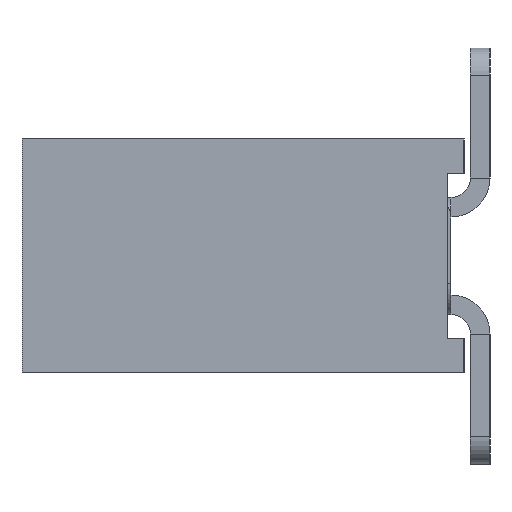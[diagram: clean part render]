
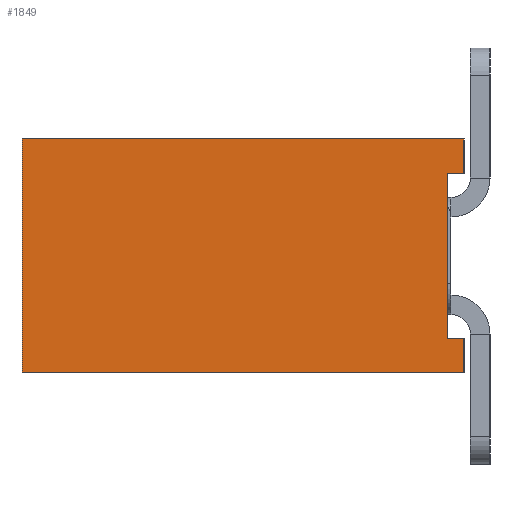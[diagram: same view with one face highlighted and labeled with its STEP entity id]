
A CAD part, left-side view. The second image highlights one B-rep face of the part: STEP entity #1849.
In plain terms, the highlighted planar face has unit normal (-1, 0, 0).
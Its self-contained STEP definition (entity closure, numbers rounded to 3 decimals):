
#11=DIRECTION('',(0.,0.,1.));
#12=VECTOR('',#11,0.265);
#13=CARTESIAN_POINT('',(-4.01,0.,-0.9));
#14=LINE('',#13,#12);
#40=DIRECTION('',(0.,0.,1.));
#41=VECTOR('',#40,0.265);
#42=CARTESIAN_POINT('',(-4.01,0.,0.635));
#43=LINE('',#42,#41);
#68=DIRECTION('',(0.,1.,0.));
#69=VECTOR('',#68,0.125);
#70=CARTESIAN_POINT('',(-4.01,0.,-0.635));
#71=LINE('',#70,#69);
#75=DIRECTION('',(0.,1.,0.));
#76=VECTOR('',#75,3.4);
#77=CARTESIAN_POINT('',(-4.01,0.,-0.9));
#78=LINE('',#77,#76);
#82=DIRECTION('',(0.,1.,0.));
#83=VECTOR('',#82,0.125);
#84=CARTESIAN_POINT('',(-4.01,0.,0.635));
#85=LINE('',#84,#83);
#89=DIRECTION('',(0.,0.,-1.));
#90=VECTOR('',#89,1.27);
#91=CARTESIAN_POINT('',(-4.01,0.125,0.635));
#92=LINE('',#91,#90);
#138=DIRECTION('',(0.,1.,0.));
#139=VECTOR('',#138,3.4);
#140=CARTESIAN_POINT('',(-4.01,0.,0.9));
#141=LINE('',#140,#139);
#166=DIRECTION('',(0.,0.,1.));
#167=VECTOR('',#166,1.8);
#168=CARTESIAN_POINT('',(-4.01,3.4,-0.9));
#169=LINE('',#168,#167);
#1525=CARTESIAN_POINT('',(-4.01,0.,-0.9));
#1527=VERTEX_POINT('',#1525);
#1528=CARTESIAN_POINT('',(-4.01,0.,0.9));
#1530=VERTEX_POINT('',#1528);
#1533=CARTESIAN_POINT('',(-4.01,3.4,-0.9));
#1535=VERTEX_POINT('',#1533);
#1536=CARTESIAN_POINT('',(-4.01,3.4,0.9));
#1537=VERTEX_POINT('',#1536);
#1572=CARTESIAN_POINT('',(-4.01,0.,-0.635));
#1573=CARTESIAN_POINT('',(-4.01,0.125,-0.635));
#1574=VERTEX_POINT('',#1572);
#1575=VERTEX_POINT('',#1573);
#1576=CARTESIAN_POINT('',(-4.01,0.,0.635));
#1577=CARTESIAN_POINT('',(-4.01,0.125,0.635));
#1578=VERTEX_POINT('',#1576);
#1579=VERTEX_POINT('',#1577);
#1828=CARTESIAN_POINT('',(-4.01,0.,-0.9));
#1829=DIRECTION('',(-1.,0.,0.));
#1830=DIRECTION('',(0.,0.,1.));
#1831=AXIS2_PLACEMENT_3D('',#1828,#1829,#1830);
#1832=PLANE('',#1831);
#1834=ORIENTED_EDGE('',*,*,#1833,.F.);
#1835=ORIENTED_EDGE('',*,*,#1801,.F.);
#1837=ORIENTED_EDGE('',*,*,#1836,.T.);
#1839=ORIENTED_EDGE('',*,*,#1838,.T.);
#1841=ORIENTED_EDGE('',*,*,#1840,.F.);
#1842=ORIENTED_EDGE('',*,*,#1817,.F.);
#1844=ORIENTED_EDGE('',*,*,#1843,.T.);
#1846=ORIENTED_EDGE('',*,*,#1845,.T.);
#1847=EDGE_LOOP('',(#1834,#1835,#1837,#1839,#1841,#1842,#1844,#1846));
#1848=FACE_OUTER_BOUND('',#1847,.F.);
#1849=ADVANCED_FACE('',(#1848),#1832,.T.);
#1801=EDGE_CURVE('',#1527,#1574,#14,.T.);
#1817=EDGE_CURVE('',#1578,#1530,#43,.T.);
#1833=EDGE_CURVE('',#1574,#1575,#71,.T.);
#1836=EDGE_CURVE('',#1527,#1535,#78,.T.);
#1838=EDGE_CURVE('',#1535,#1537,#169,.T.);
#1840=EDGE_CURVE('',#1530,#1537,#141,.T.);
#1843=EDGE_CURVE('',#1578,#1579,#85,.T.);
#1845=EDGE_CURVE('',#1579,#1575,#92,.T.);
